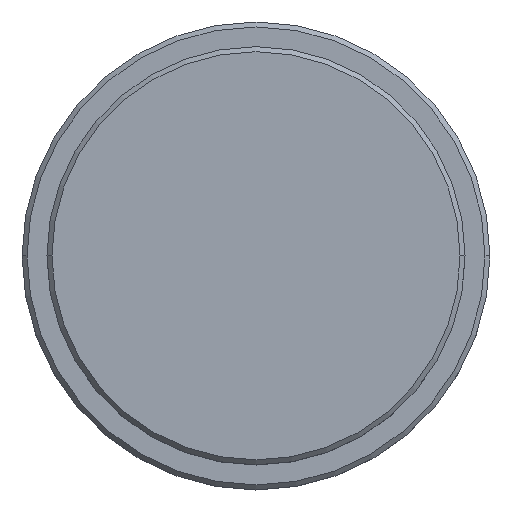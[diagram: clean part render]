
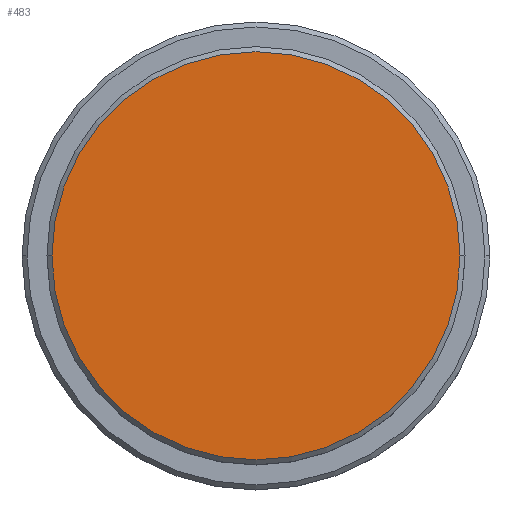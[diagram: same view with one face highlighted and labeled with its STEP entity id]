
A CAD part, top view. The second image highlights one B-rep face of the part: STEP entity #483.
In plain terms, the highlighted planar face has unit normal (0, 0, 1).
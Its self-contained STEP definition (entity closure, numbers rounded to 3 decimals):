
#65 = DIRECTION ( 'NONE',  ( 0., 0., 1. ) ) ;
#83 = ORIENTED_EDGE ( 'NONE', *, *, #1186, .T. ) ;
#169 = FACE_OUTER_BOUND ( 'NONE', #1327, .T. ) ;
#422 = AXIS2_PLACEMENT_3D ( 'NONE', #979, #513, #951 ) ;
#483 = ADVANCED_FACE ( 'NONE', ( #169 ), #816, .T. ) ;
#513 = DIRECTION ( 'NONE',  ( 0., 0., 1. ) ) ;
#617 = DIRECTION ( 'NONE',  ( 0., 0., 1. ) ) ;
#645 = DIRECTION ( 'NONE',  ( 1., 0., 0. ) ) ;
#651 = CIRCLE ( 'NONE', #1237, 20.5 ) ;
#659 = ORIENTED_EDGE ( 'NONE', *, *, #1112, .T. ) ;
#672 = AXIS2_PLACEMENT_3D ( 'NONE', #949, #617, #1054 ) ;
#696 = VERTEX_POINT ( 'NONE', #892 ) ;
#816 = PLANE ( 'NONE',  #672 ) ;
#869 = VERTEX_POINT ( 'NONE', #1145 ) ;
#892 = CARTESIAN_POINT ( 'NONE',  ( -20.5, 0., 0. ) ) ;
#949 = CARTESIAN_POINT ( 'NONE',  ( 0., 0., 0. ) ) ;
#951 = DIRECTION ( 'NONE',  ( 1., 0., 0. ) ) ;
#979 = CARTESIAN_POINT ( 'NONE',  ( 0., 0., 0. ) ) ;
#1054 = DIRECTION ( 'NONE',  ( 1., 0., 0. ) ) ;
#1081 = CARTESIAN_POINT ( 'NONE',  ( 0., 0., 0. ) ) ;
#1112 = EDGE_CURVE ( 'NONE', #696, #869, #651, .T. ) ;
#1145 = CARTESIAN_POINT ( 'NONE',  ( 20.5, 0., 0. ) ) ;
#1186 = EDGE_CURVE ( 'NONE', #869, #696, #1352, .T. ) ;
#1237 = AXIS2_PLACEMENT_3D ( 'NONE', #1081, #65, #645 ) ;
#1327 = EDGE_LOOP ( 'NONE', ( #659, #83 ) ) ;
#1352 = CIRCLE ( 'NONE', #422, 20.5 ) ;
